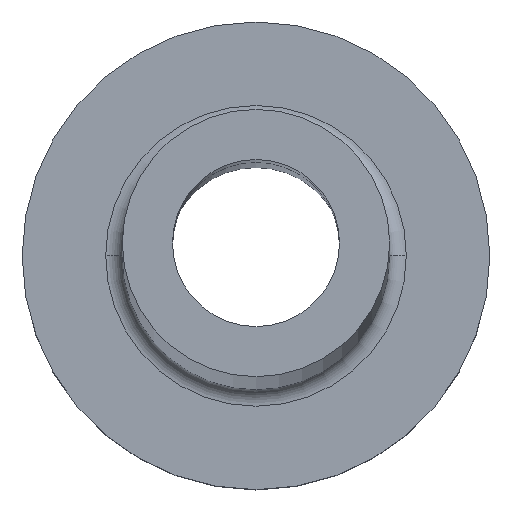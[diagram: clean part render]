
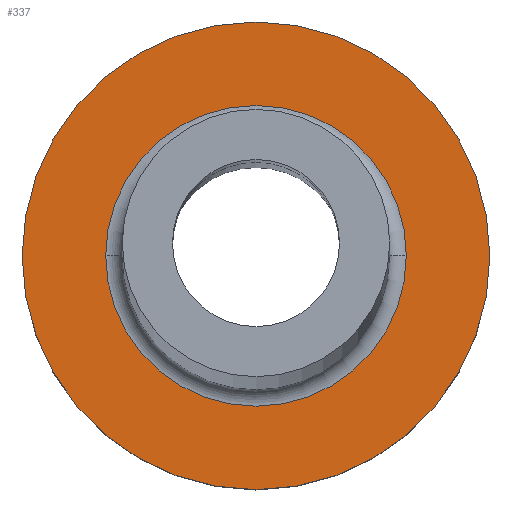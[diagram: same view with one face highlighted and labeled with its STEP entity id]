
A CAD part, top view. The second image highlights one B-rep face of the part: STEP entity #337.
In plain terms, the highlighted planar face has unit normal (0, 0, 1).
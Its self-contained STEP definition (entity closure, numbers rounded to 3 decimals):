
#2 = DIRECTION ( 'NONE',  ( 1., 0., 0. ) ) ;
#14 = FACE_BOUND ( 'NONE', #210, .T. ) ;
#40 = DIRECTION ( 'NONE',  ( 1., 0., 0. ) ) ;
#51 = CARTESIAN_POINT ( 'NONE',  ( -7., 0., 5. ) ) ;
#71 = CARTESIAN_POINT ( 'NONE',  ( 0., 0., 5. ) ) ;
#74 = EDGE_CURVE ( 'NONE', #128, #286, #377, .T. ) ;
#91 = DIRECTION ( 'NONE',  ( 1., 0., 0. ) ) ;
#107 = CIRCLE ( 'NONE', #404, 7. ) ;
#114 = CARTESIAN_POINT ( 'NONE',  ( 7., 0., 5. ) ) ;
#121 = ORIENTED_EDGE ( 'NONE', *, *, #138, .T. ) ;
#122 = FACE_OUTER_BOUND ( 'NONE', #411, .T. ) ;
#128 = VERTEX_POINT ( 'NONE', #427 ) ;
#138 = EDGE_CURVE ( 'NONE', #286, #128, #244, .T. ) ;
#142 = ORIENTED_EDGE ( 'NONE', *, *, #74, .T. ) ;
#148 = EDGE_CURVE ( 'NONE', #161, #340, #107, .T. ) ;
#155 = DIRECTION ( 'NONE',  ( 1., 0., 0. ) ) ;
#161 = VERTEX_POINT ( 'NONE', #114 ) ;
#175 = AXIS2_PLACEMENT_3D ( 'NONE', #430, #272, #2 ) ;
#185 = ORIENTED_EDGE ( 'NONE', *, *, #233, .T. ) ;
#186 = CARTESIAN_POINT ( 'NONE',  ( -4.5, 0., 5. ) ) ;
#210 = EDGE_LOOP ( 'NONE', ( #142, #121 ) ) ;
#217 = CARTESIAN_POINT ( 'NONE',  ( 0., 0., 5. ) ) ;
#233 = EDGE_CURVE ( 'NONE', #340, #161, #280, .T. ) ;
#244 = CIRCLE ( 'NONE', #429, 4.5 ) ;
#255 = DIRECTION ( 'NONE',  ( 0., 0., 1. ) ) ;
#266 = ORIENTED_EDGE ( 'NONE', *, *, #148, .T. ) ;
#269 = CARTESIAN_POINT ( 'NONE',  ( 0., 0., 5. ) ) ;
#272 = DIRECTION ( 'NONE',  ( 0., 0., -1. ) ) ;
#280 = CIRCLE ( 'NONE', #341, 7. ) ;
#285 = CARTESIAN_POINT ( 'NONE',  ( 0., 0., 5. ) ) ;
#286 = VERTEX_POINT ( 'NONE', #186 ) ;
#337 = ADVANCED_FACE ( 'NONE', ( #14, #122 ), #407, .T. ) ;
#340 = VERTEX_POINT ( 'NONE', #51 ) ;
#341 = AXIS2_PLACEMENT_3D ( 'NONE', #285, #255, #155 ) ;
#356 = DIRECTION ( 'NONE',  ( 0., 0., -1. ) ) ;
#360 = AXIS2_PLACEMENT_3D ( 'NONE', #269, #413, #91 ) ;
#365 = DIRECTION ( 'NONE',  ( 1., 0., 0. ) ) ;
#377 = CIRCLE ( 'NONE', #175, 4.5 ) ;
#404 = AXIS2_PLACEMENT_3D ( 'NONE', #217, #438, #40 ) ;
#407 = PLANE ( 'NONE',  #360 ) ;
#411 = EDGE_LOOP ( 'NONE', ( #185, #266 ) ) ;
#413 = DIRECTION ( 'NONE',  ( 0., 0., 1. ) ) ;
#427 = CARTESIAN_POINT ( 'NONE',  ( 4.5, 0., 5. ) ) ;
#429 = AXIS2_PLACEMENT_3D ( 'NONE', #71, #356, #365 ) ;
#430 = CARTESIAN_POINT ( 'NONE',  ( 0., 0., 5. ) ) ;
#438 = DIRECTION ( 'NONE',  ( 0., 0., 1. ) ) ;
